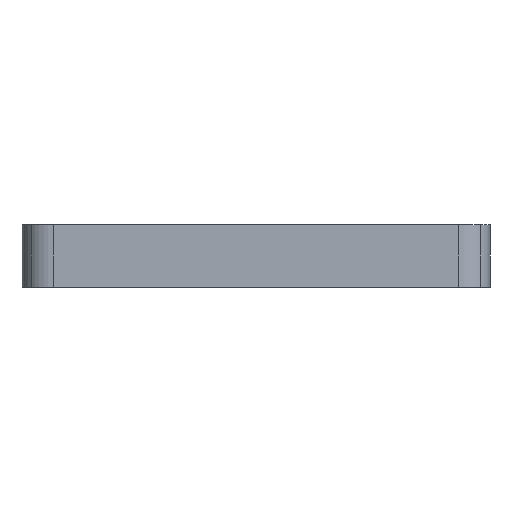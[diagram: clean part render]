
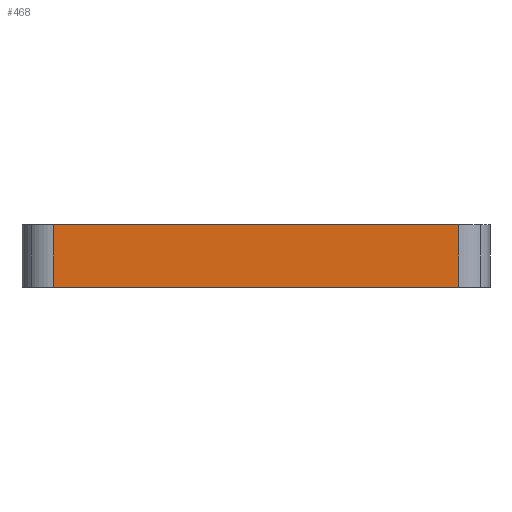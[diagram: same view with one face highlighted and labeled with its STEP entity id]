
A CAD part, front view. The second image highlights one B-rep face of the part: STEP entity #468.
In plain terms, the highlighted planar face has unit normal (0, -1, 0).
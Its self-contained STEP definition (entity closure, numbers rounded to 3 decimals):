
#344=VERTEX_POINT('',#873);
#348=EDGE_CURVE('',#710,#344,#877,.T.);
#468=ADVANCED_FACE('',(#1030),#1031,.T.);
#480=EDGE_CURVE('',#502,#686,#1046,.T.);
#502=VERTEX_POINT('',#1073);
#592=EDGE_CURVE('',#686,#344,#1182,.T.);
#686=VERTEX_POINT('',#1289);
#698=EDGE_CURVE('',#710,#502,#1302,.T.);
#710=VERTEX_POINT('',#1315);
#873=CARTESIAN_POINT('',(26.767,67.377,12.0));
#877=LINE('',#1534,#1535);
#1030=FACE_OUTER_BOUND('',#1731,.T.);
#1031=PLANE('',#1732);
#1046=LINE('',#1752,#1753);
#1073=CARTESIAN_POINT('',(104.767,67.377,0.));
#1182=LINE('',#1945,#1946);
#1289=CARTESIAN_POINT('',(104.767,67.377,12.0));
#1302=LINE('',#2098,#2099);
#1315=CARTESIAN_POINT('',(26.767,67.377,0.));
#1534=CARTESIAN_POINT('',(26.767,67.377,0.));
#1535=VECTOR('',#2342,0.9);
#1731=EDGE_LOOP('',(#2549,#2550,#2551,#2552));
#1732=AXIS2_PLACEMENT_3D('',#2553,#2554,#2555);
#1752=CARTESIAN_POINT('',(104.767,67.377,0.));
#1753=VECTOR('',#2571,0.9);
#1945=CARTESIAN_POINT('',(26.767,67.377,12.0));
#1946=VECTOR('',#2735,1.0);
#2098=CARTESIAN_POINT('',(26.767,67.377,0.));
#2099=VECTOR('',#2888,1.0);
#2342=DIRECTION('',(0.0,0.,1.0));
#2549=ORIENTED_EDGE('',*,*,#592,.T.);
#2550=ORIENTED_EDGE('',*,*,#348,.F.);
#2551=ORIENTED_EDGE('',*,*,#698,.T.);
#2552=ORIENTED_EDGE('',*,*,#480,.T.);
#2553=CARTESIAN_POINT('',(104.767,67.377,0.));
#2554=DIRECTION('',(0.,-1.0,0.));
#2555=DIRECTION('',(0.0,0.,-1.0));
#2571=DIRECTION('',(0.0,0.,1.0));
#2735=DIRECTION('',(-1.0,0.,0.0));
#2888=DIRECTION('',(1.0,0.,0.0));
